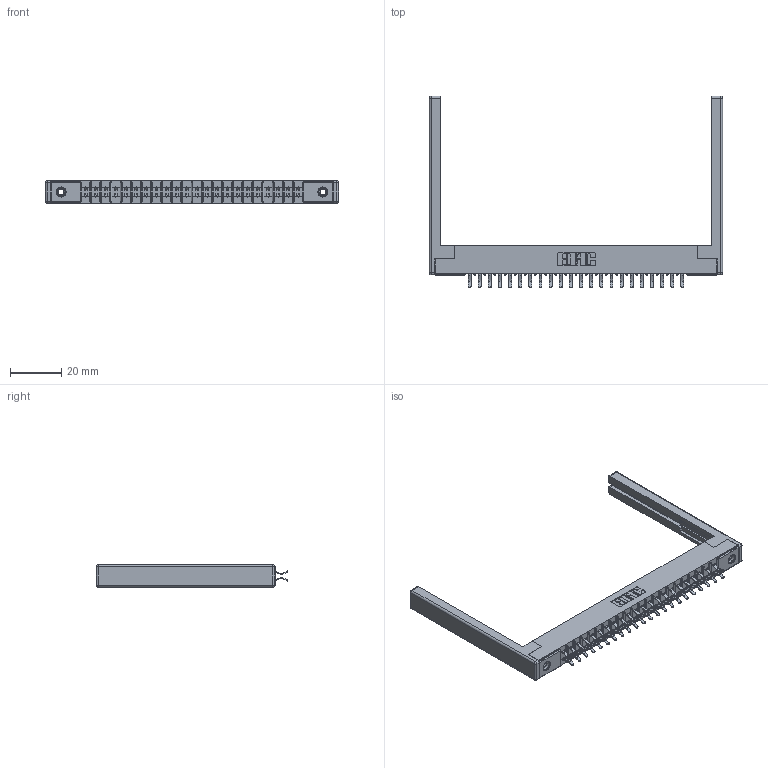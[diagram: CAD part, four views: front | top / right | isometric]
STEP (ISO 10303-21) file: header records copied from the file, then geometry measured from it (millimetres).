
FILE_DESCRIPTION (( 'STEP AP203' ), '1' );
FILE_NAME ('355-044-556-268.STEP', '2019-09-11T14:25:25', ( '' ), ( '' ), 'SwSTEP 2.0', 'SolidWorks 2016', '' );
FILE_SCHEMA (( 'CONFIG_CONTROL_DESIGN' ));
Length unit declared in the file: inch
Products named in the file (5): 305 Part_.156 Dia; 355-044-556-268; 305-290-001_556; 345-250-001_345-250-001-102; 307-220-068
Assembly tree (49 placements, depth 2):
  355-044-556-268
    305 Part_.156 Dia
    305-290-001_556  x44
    345-250-001_345-250-001-102  x2
    307-220-068  x2
Bounding box: 114.6 x 74.93 x 8.71 mm (x, y, z)
Volume: 11750.4 mm3; surface area: 17611.1 mm2
Topology: 49 solids, 49 shells, 2734 faces, 7812 edges, 5068 vertices
Faces by surface type: plane 1520, cylinder 1102, sphere 96, cone 12, torus 4
Entity records: 29236 total; most frequent: CARTESIAN_POINT 4813, ORIENTED_EDGE 4766, DIRECTION 4695, EDGE_CURVE 2383, VECTOR 1891, LINE 1891, VERTEX_POINT 1520, AXIS2_PLACEMENT_3D 1402
